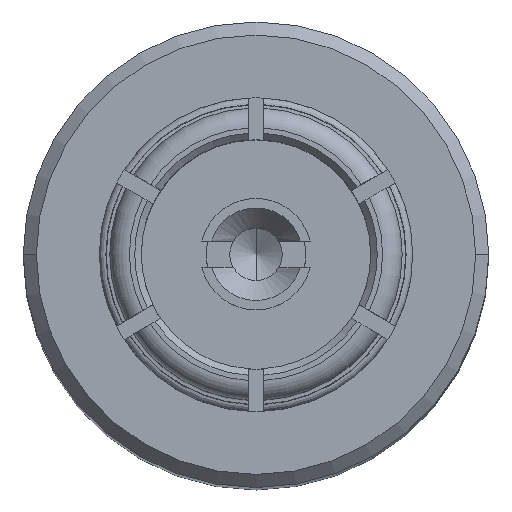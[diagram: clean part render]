
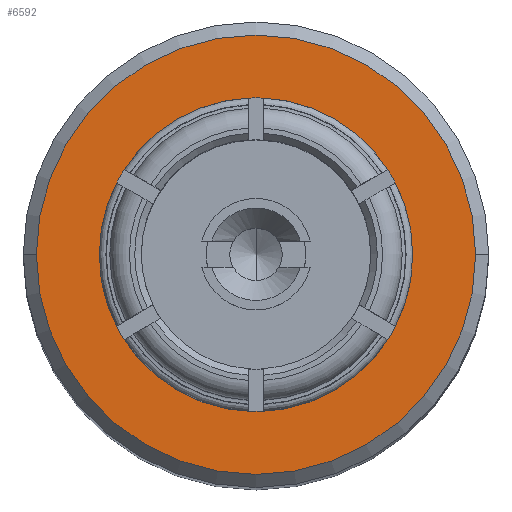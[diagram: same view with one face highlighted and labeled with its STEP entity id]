
A CAD part, top view. The second image highlights one B-rep face of the part: STEP entity #6592.
In plain terms, the highlighted planar face has unit normal (0, 0, 1).
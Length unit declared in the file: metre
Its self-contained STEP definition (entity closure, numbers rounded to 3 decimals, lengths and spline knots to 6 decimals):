
#146 = ORIENTED_EDGE ( 'NONE', *, *, #7668, .F. ) ;
#567 = CARTESIAN_POINT ( 'NONE',  ( 0.001675, 0., 0. ) ) ;
#1006 = EDGE_CURVE ( 'NONE', #6367, #3710, #3999, .T. ) ;
#1320 = CARTESIAN_POINT ( 'NONE',  ( -0.001675, 0., 0. ) ) ;
#1371 = DIRECTION ( 'NONE',  ( 0., 0., -1. ) ) ;
#1384 = ORIENTED_EDGE ( 'NONE', *, *, #1006, .T. ) ;
#2279 = CIRCLE ( 'NONE', #2390, 0.001195 ) ;
#2390 = AXIS2_PLACEMENT_3D ( 'NONE', #5182, #1371, #5826 ) ;
#2436 = DIRECTION ( 'NONE',  ( 0., 0., -1. ) ) ;
#2943 = CIRCLE ( 'NONE', #8087, 0.001675 ) ;
#2981 = PLANE ( 'NONE',  #3948 ) ;
#3304 = CARTESIAN_POINT ( 'NONE',  ( 0., 0., 0. ) ) ;
#3465 = FACE_BOUND ( 'NONE', #5334, .T. ) ;
#3631 = DIRECTION ( 'NONE',  ( 0., 0., 1. ) ) ;
#3684 = DIRECTION ( 'NONE',  ( 0., 0., -1. ) ) ;
#3698 = VERTEX_POINT ( 'NONE', #567 ) ;
#3710 = VERTEX_POINT ( 'NONE', #3754 ) ;
#3754 = CARTESIAN_POINT ( 'NONE',  ( 0., 0.001195, 0. ) ) ;
#3803 = EDGE_LOOP ( 'NONE', ( #7910, #146 ) ) ;
#3863 = CIRCLE ( 'NONE', #4928, 0.001675 ) ;
#3948 = AXIS2_PLACEMENT_3D ( 'NONE', #6850, #3631, #8178 ) ;
#3958 = DIRECTION ( 'NONE',  ( 1., 0., 0. ) ) ;
#3999 = CIRCLE ( 'NONE', #5900, 0.001195 ) ;
#4928 = AXIS2_PLACEMENT_3D ( 'NONE', #6288, #2436, #6931 ) ;
#5182 = CARTESIAN_POINT ( 'NONE',  ( 0., 0., 0. ) ) ;
#5334 = EDGE_LOOP ( 'NONE', ( #1384, #5738 ) ) ;
#5738 = ORIENTED_EDGE ( 'NONE', *, *, #6262, .T. ) ;
#5826 = DIRECTION ( 'NONE',  ( 1., 0., 0. ) ) ;
#5900 = AXIS2_PLACEMENT_3D ( 'NONE', #3304, #7840, #3958 ) ;
#5939 = CARTESIAN_POINT ( 'NONE',  ( 0., -0.001195, 0. ) ) ;
#6262 = EDGE_CURVE ( 'NONE', #3710, #6367, #2279, .T. ) ;
#6288 = CARTESIAN_POINT ( 'NONE',  ( 0., 0., 0. ) ) ;
#6367 = VERTEX_POINT ( 'NONE', #5939 ) ;
#6592 = ADVANCED_FACE ( 'NONE', ( #6697, #3465 ), #2981, .T. ) ;
#6697 = FACE_OUTER_BOUND ( 'NONE', #3803, .T. ) ;
#6850 = CARTESIAN_POINT ( 'NONE',  ( 0., 0.001675, 0. ) ) ;
#6931 = DIRECTION ( 'NONE',  ( -1., 0., 0. ) ) ;
#7156 = EDGE_CURVE ( 'NONE', #8141, #3698, #3863, .T. ) ;
#7549 = CARTESIAN_POINT ( 'NONE',  ( 0., 0., 0. ) ) ;
#7668 = EDGE_CURVE ( 'NONE', #3698, #8141, #2943, .T. ) ;
#7840 = DIRECTION ( 'NONE',  ( 0., 0., -1. ) ) ;
#7910 = ORIENTED_EDGE ( 'NONE', *, *, #7156, .F. ) ;
#8087 = AXIS2_PLACEMENT_3D ( 'NONE', #7549, #3684, #8224 ) ;
#8141 = VERTEX_POINT ( 'NONE', #1320 ) ;
#8178 = DIRECTION ( 'NONE',  ( 1., 0., 0. ) ) ;
#8224 = DIRECTION ( 'NONE',  ( -1., 0., 0. ) ) ;
